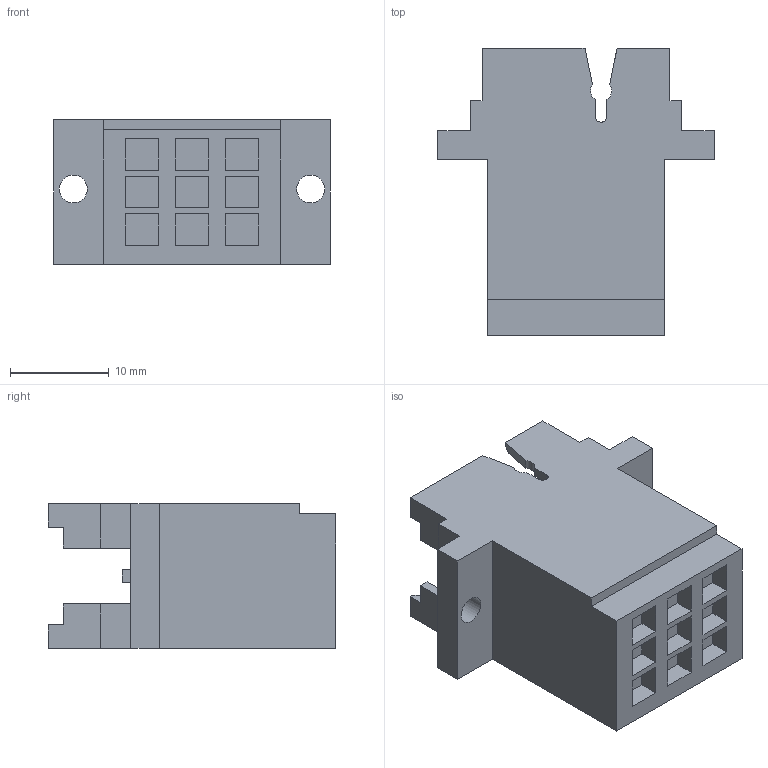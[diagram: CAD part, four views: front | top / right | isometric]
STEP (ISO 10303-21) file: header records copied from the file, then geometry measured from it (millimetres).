
FILE_DESCRIPTION(/* description */ (''),/* implementation_level */ '2;1');
FILE_NAME(/* name */ '100109316ugm000_b.stp',/* time_stamp */ '2015-09-02T07:52:37+02:00',/* author */ (''),/* organization */ (''),/* preprocessor_version */ 'ST-DEVELOPER v15',/* originating_system */ 'SIEMENS PLM Software NX 8.5',/* authorisation */ '');
FILE_SCHEMA (('AUTOMOTIVE_DESIGN { 1 0 10303 214 3 1 1 1 }'));
Length unit declared in the file: millimetre
Products named in the file (1): 100109316ugm000_b
Bounding box: 28 x 29.1 x 14.7 mm (x, y, z)
Volume: 6068 mm3; surface area: 3448.5 mm2
Topology: 1 solids, 1 shells, 221 faces, 572 edges, 380 vertices
Faces by surface type: plane 213, cylinder 8
Full cylindrical faces by diameter (mm): 2.83 x2
Entity records: 6640 total; most frequent: CARTESIAN_POINT 1172, ORIENTED_EDGE 1140, DIRECTION 1030, EDGE_CURVE 570, LINE 554, VECTOR 554, VERTEX_POINT 380, EDGE_LOOP 254
